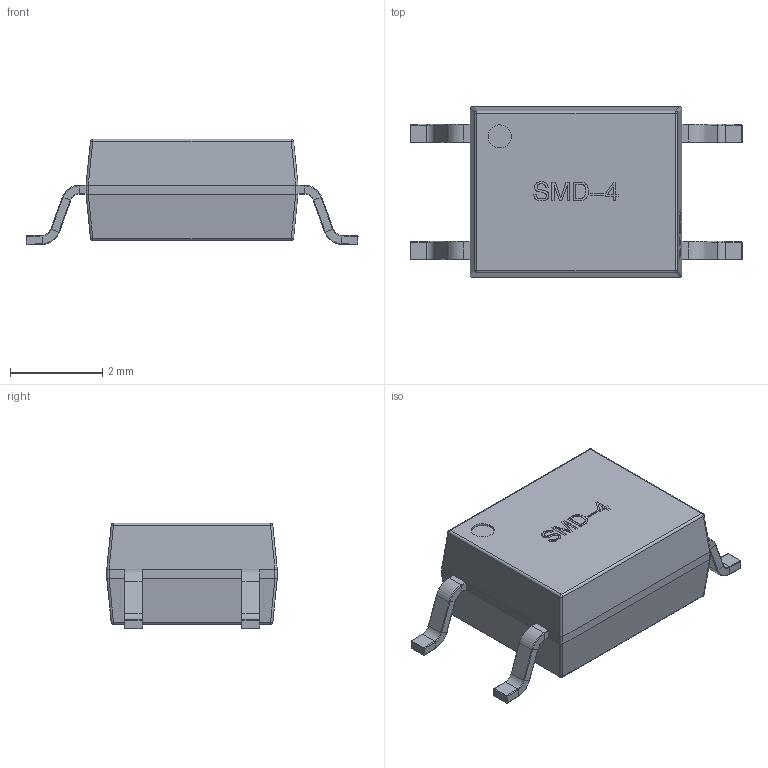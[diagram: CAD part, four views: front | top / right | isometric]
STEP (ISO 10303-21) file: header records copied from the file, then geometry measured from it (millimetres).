
FILE_DESCRIPTION (( 'STEP AP214' ), '1' );
FILE_NAME ('SMD-4_L3.7-W4.6-H2.2-LS7.0-P2.54.step', '2022-07-26T08:47:06', ( '' ), ( '' ), 'SwSTEP 2.0', 'SolidWorks 2020', '' );
FILE_SCHEMA (( 'AUTOMOTIVE_DESIGN' ));
Length unit declared in the file: millimetre
Products named in the file (1): SMD-4_L3.7-W4.6-H2.2-LS7.0-P2.54
Bounding box: 7.21 x 3.7 x 2.3 mm (x, y, z)
Volume: 36.4 mm3; surface area: 76.2 mm2
Topology: 18 solids, 18 shells, 616 faces, 1503 edges, 930 vertices
Faces by surface type: plane 315, bspline 135, cylinder 106, torus 32, sphere 28
Entity records: 26920 total; most frequent: CARTESIAN_POINT 6417, ORIENTED_EDGE 2974, DIRECTION 2401, EDGE_CURVE 1487, LINE 973, VECTOR 973, VERTEX_POINT 922, AXIS2_PLACEMENT_3D 714
